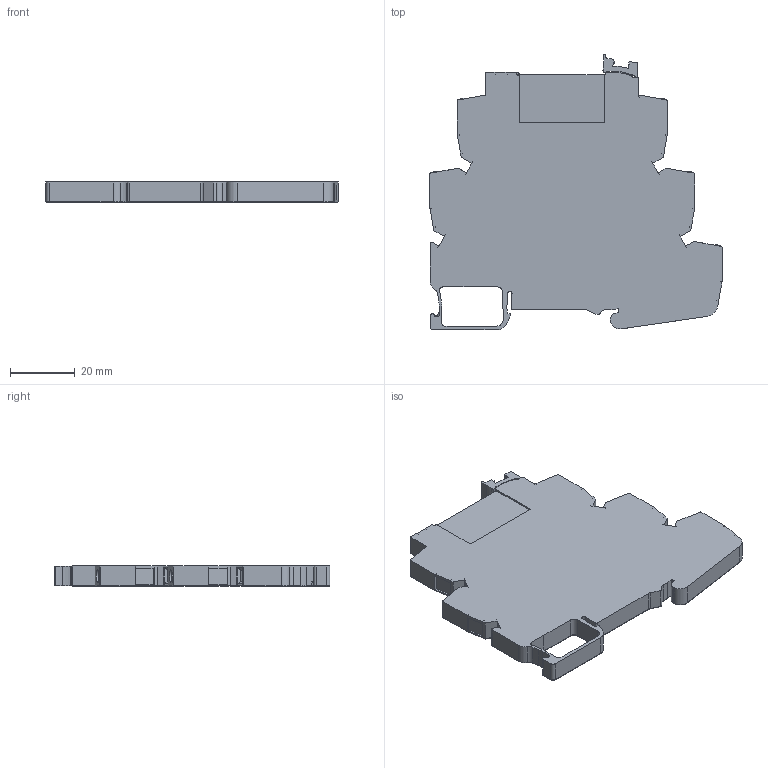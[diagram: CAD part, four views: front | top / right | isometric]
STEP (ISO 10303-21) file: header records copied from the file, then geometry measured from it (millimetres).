
FILE_DESCRIPTION (( 'STEP AP203' ), '1' );
FILE_NAME ('KPR-SCL-115VACDC-1.step', '2025-08-25T15:58:01', ( '' ), ( '' ), 'SwSTEP 2.0', 'SolidWorks 2024', '' );
FILE_SCHEMA (( 'CONFIG_CONTROL_DESIGN' ));
Length unit declared in the file: millimetre
Products named in the file (1): KPR-SCL-115VACDC-1
Bounding box: 90.49 x 85.41 x 6.2 mm (x, y, z)
Volume: 33363.5 mm3; surface area: 14579.4 mm2
Topology: 1 solids, 6 shells, 764 faces, 2172 edges, 1438 vertices
Faces by surface type: plane 578, cylinder 148, bspline 28, cone 10
Entity records: 26014 total; most frequent: CARTESIAN_POINT 5920, ORIENTED_EDGE 4344, DIRECTION 3901, EDGE_CURVE 2172, VECTOR 1771, LINE 1771, VERTEX_POINT 1438, AXIS2_PLACEMENT_3D 1065
